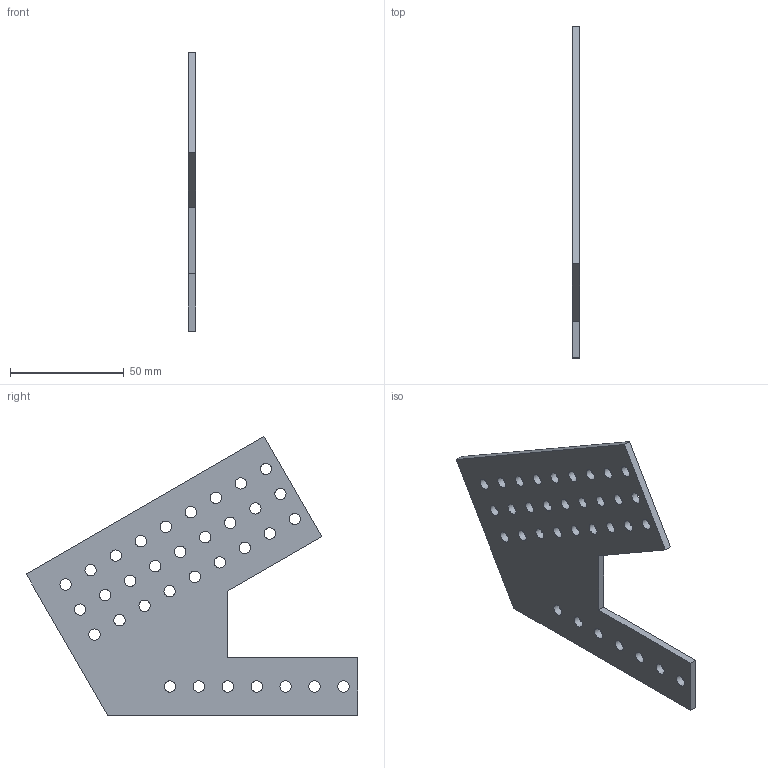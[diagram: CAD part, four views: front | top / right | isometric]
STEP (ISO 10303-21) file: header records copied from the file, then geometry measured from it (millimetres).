
FILE_DESCRIPTION(/* description */ (''),/* implementation_level */ '2;1');
FILE_NAME(/* name */ '2024-210-005-Front-Gusset.stp',/* time_stamp */ '2024-02-17T12:33:09-05:00',/* author */ ('rohan'),/* organization */ (''),/* preprocessor_version */ 'ST-DEVELOPER v20',/* originating_system */ 'Autodesk Inventor 2024',/* authorisation */ '');
FILE_SCHEMA (('AUTOMOTIVE_DESIGN { 1 0 10303 214 3 1 1 }'));
Length unit declared in the file: inch
Products named in the file (1): 2024-210-005-Front-Gusset
Bounding box: 3.17 x 145.73 x 122.43 mm (x, y, z)
Volume: 28957.4 mm3; surface area: 21556.3 mm2
Topology: 1 solids, 1 shells, 44 faces, 126 edges, 84 vertices
Faces by surface type: cylinder 34, plane 10
Full cylindrical faces by diameter (mm): 4.978 x34
Entity records: 1712 total; most frequent: DIRECTION 284, CARTESIAN_POINT 255, ORIENTED_EDGE 252, EDGE_CURVE 126, AXIS2_PLACEMENT_3D 113, EDGE_LOOP 112, VERTEX_POINT 84, FACE_BOUND 68
